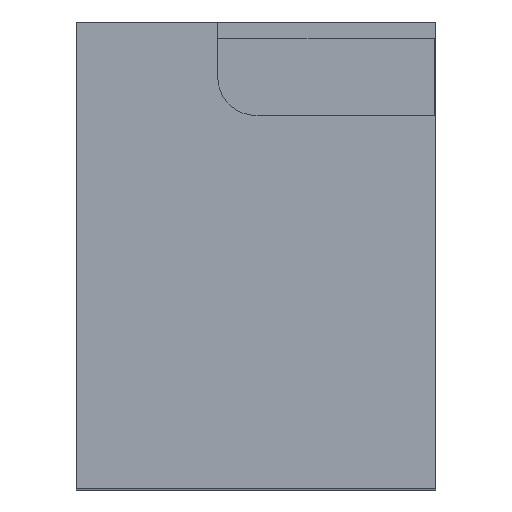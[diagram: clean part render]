
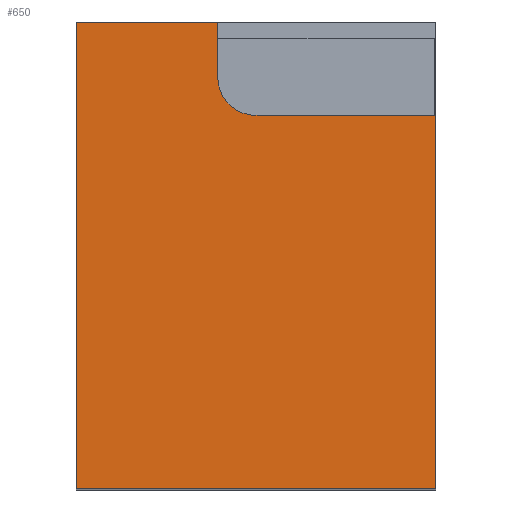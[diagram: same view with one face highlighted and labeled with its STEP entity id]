
A CAD part, top view. The second image highlights one B-rep face of the part: STEP entity #650.
In plain terms, the highlighted face is planar.
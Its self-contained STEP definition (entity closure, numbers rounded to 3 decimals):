
#10=CARTESIAN_POINT('',(27.3,60.8,
15.7));
#20=DIRECTION('',(0.,1.,0.));
#30=DIRECTION('',(1.,0.,-0.));
#40=AXIS2_PLACEMENT_3D('',#10,#20,#30);
#50=PLANE('',#40);
#60=CARTESIAN_POINT('',(13.55,60.8,
26.3));
#70=DIRECTION('',(0.,0.,-1.));
#80=VECTOR('',#70,1.);
#90=LINE('',#60,#80);
#100=CARTESIAN_POINT('',(13.55,60.8,
26.3));
#110=VERTEX_POINT('',#100);
#120=CARTESIAN_POINT('',(13.55,60.8,
17.95));
#130=VERTEX_POINT('',#120);
#140=EDGE_CURVE('',#110,#130,#90,.T.);
#150=ORIENTED_EDGE('',*,*,#140,.F.);
#160=CARTESIAN_POINT('',(39.424,60.8,
17.95));
#170=DIRECTION('',(1.,0.,-0.));
#180=VECTOR('',#170,1.);
#190=LINE('',#160,#180);
#200=CARTESIAN_POINT('',(16.8,60.8,
17.95));
#210=VERTEX_POINT('',#200);
#220=EDGE_CURVE('',#130,#210,#190,.T.);
#230=ORIENTED_EDGE('',*,*,#220,.F.);
#240=CARTESIAN_POINT('',(16.8,60.8,
15.7));
#250=DIRECTION('',(0.,1.,0.));
#260=DIRECTION('',(0.,0.,-1.));
#270=AXIS2_PLACEMENT_3D('',#240,#250,#260);
#280=CIRCLE('',#270,2.25);
#290=CARTESIAN_POINT('',(19.05,60.8,
15.7));
#300=VERTEX_POINT('',#290);
#310=EDGE_CURVE('',#210,#300,#280,.T.);
#320=ORIENTED_EDGE('',*,*,#310,.F.);
#330=CARTESIAN_POINT('',(19.05,60.8,
15.7));
#340=DIRECTION('',(0.,0.,1.));
#350=VECTOR('',#340,1.);
#360=LINE('',#330,#350);
#370=CARTESIAN_POINT('',(19.05,60.8,
5.1));
#380=VERTEX_POINT('',#370);
#390=EDGE_CURVE('',#380,#300,#360,.T.);
#400=ORIENTED_EDGE('',*,*,#390,.T.);
#410=CARTESIAN_POINT('',(13.55,60.8,
5.1));
#420=DIRECTION('',(1.,0.,-0.));
#430=VECTOR('',#420,1.);
#440=LINE('',#410,#430);
#450=CARTESIAN_POINT('',(41.05,60.8,
5.1));
#460=VERTEX_POINT('',#450);
#470=EDGE_CURVE('',#380,#460,#440,.T.);
#480=ORIENTED_EDGE('',*,*,#470,.F.);
#490=CARTESIAN_POINT('',(41.05,60.8,
5.1));
#500=DIRECTION('',(0.,0.,1.));
#510=VECTOR('',#500,1.);
#520=LINE('',#490,#510);
#530=CARTESIAN_POINT('',(41.05,60.8,
26.3));
#540=VERTEX_POINT('',#530);
#550=EDGE_CURVE('',#460,#540,#520,.T.);
#560=ORIENTED_EDGE('',*,*,#550,.F.);
#570=CARTESIAN_POINT('',(41.05,60.8,
26.3));
#580=DIRECTION('',(-1.,0.,0.));
#590=VECTOR('',#580,1.);
#600=LINE('',#570,#590);
#610=EDGE_CURVE('',#540,#110,#600,.T.);
#620=ORIENTED_EDGE('',*,*,#610,.F.);
#630=EDGE_LOOP('',(#620,#560,#480,#400,#320,#230,#150));
#640=FACE_OUTER_BOUND('',#630,.T.);
#650=ADVANCED_FACE('',(#640),#50,.T.);
